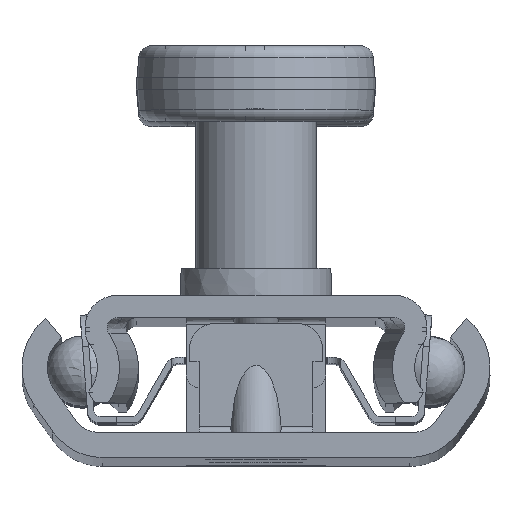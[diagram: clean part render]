
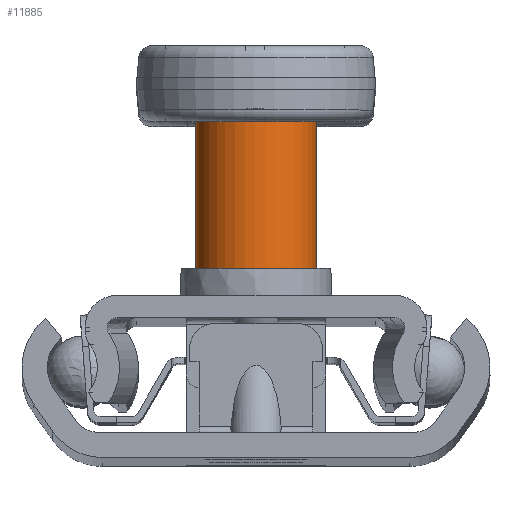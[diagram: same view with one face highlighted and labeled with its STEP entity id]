
A CAD part, top view. The second image highlights one B-rep face of the part: STEP entity #11885.
In plain terms, the highlighted cylindrical face has radius 4.75 mm (diameter 9.5 mm), a full revolution.
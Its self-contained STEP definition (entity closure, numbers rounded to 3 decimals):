
#1713=LINE('',#21119,#2795);
#2795=VECTOR('',#16520,4.75);
#3078=CYLINDRICAL_SURFACE('',#13177,4.75);
#3687=FACE_OUTER_BOUND('',#4383,.T.);
#4383=EDGE_LOOP('',(#11083,#11084,#11085,#11086));
#4883=CIRCLE('',#13175,4.75);
#4885=CIRCLE('',#13178,4.75);
#6083=VERTEX_POINT('',#21113);
#6085=VERTEX_POINT('',#21118);
#7760=EDGE_CURVE('',#6083,#6083,#4883,.T.);
#7762=EDGE_CURVE('',#6083,#6085,#1713,.T.);
#7763=EDGE_CURVE('',#6085,#6085,#4885,.T.);
#11083=ORIENTED_EDGE('',*,*,#7760,.F.);
#11084=ORIENTED_EDGE('',*,*,#7762,.T.);
#11085=ORIENTED_EDGE('',*,*,#7763,.T.);
#11086=ORIENTED_EDGE('',*,*,#7762,.F.);
#11885=ADVANCED_FACE('',(#3687),#3078,.T.);
#13175=AXIS2_PLACEMENT_3D('',#21114,#16514,#16515);
#13177=AXIS2_PLACEMENT_3D('',#21117,#16518,#16519);
#13178=AXIS2_PLACEMENT_3D('',#21120,#16521,#16522);
#16514=DIRECTION('center_axis',(0.,-1.,0.));
#16515=DIRECTION('ref_axis',(1.,0.,0.));
#16518=DIRECTION('center_axis',(0.,-1.,0.));
#16519=DIRECTION('ref_axis',(-1.,0.,0.));
#16520=DIRECTION('',(0.,1.,0.));
#16521=DIRECTION('center_axis',(0.,-1.,0.));
#16522=DIRECTION('ref_axis',(1.,0.,0.));
#21113=CARTESIAN_POINT('',(4.75,0.,0.));
#21114=CARTESIAN_POINT('Origin',(0.,0.,0.));
#21117=CARTESIAN_POINT('Origin',(0.,18.48,0.));
#21118=CARTESIAN_POINT('',(4.75,11.6,0.));
#21119=CARTESIAN_POINT('',(4.75,18.48,0.));
#21120=CARTESIAN_POINT('Origin',(0.,11.6,0.));
